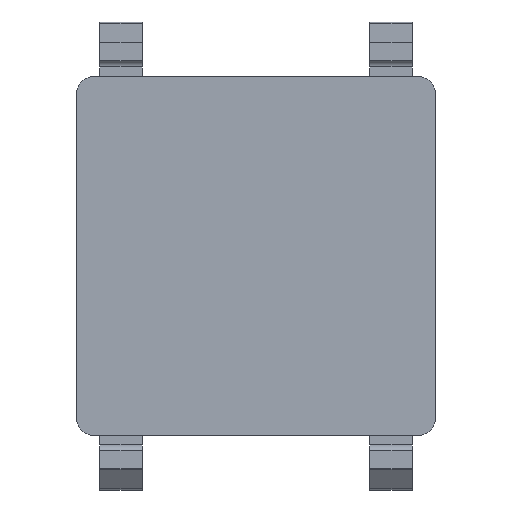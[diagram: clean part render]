
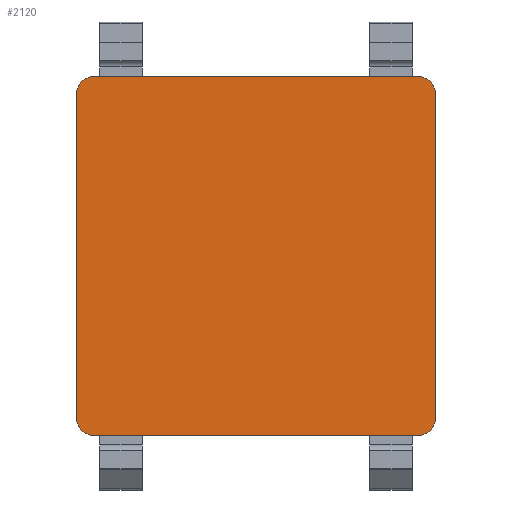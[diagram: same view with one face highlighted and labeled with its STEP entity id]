
A CAD part, front view. The second image highlights one B-rep face of the part: STEP entity #2120.
In plain terms, the highlighted planar face has unit normal (0, -1, 0).
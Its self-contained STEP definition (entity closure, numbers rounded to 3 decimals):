
#45=PLANE('',#2280);
#127=FACE_OUTER_BOUND('',#255,.T.);
#255=EDGE_LOOP('',(#1472,#1473,#1474,#1475,#1476,#1477,#1478,#1479));
#376=LINE('',#3186,#589);
#380=LINE('',#3198,#593);
#384=LINE('',#3210,#597);
#388=LINE('',#3221,#601);
#589=VECTOR('',#2507,1000.);
#593=VECTOR('',#2519,1000.);
#597=VECTOR('',#2531,1000.);
#601=VECTOR('',#2543,1000.);
#800=CIRCLE('',#2264,0.3);
#802=CIRCLE('',#2268,0.3);
#804=CIRCLE('',#2272,0.3);
#806=CIRCLE('',#2276,0.3);
#904=VERTEX_POINT('',#3176);
#905=VERTEX_POINT('',#3177);
#908=VERTEX_POINT('',#3185);
#910=VERTEX_POINT('',#3191);
#912=VERTEX_POINT('',#3197);
#914=VERTEX_POINT('',#3203);
#916=VERTEX_POINT('',#3209);
#918=VERTEX_POINT('',#3215);
#1115=EDGE_CURVE('',#904,#905,#800,.T.);
#1119=EDGE_CURVE('',#905,#908,#376,.T.);
#1122=EDGE_CURVE('',#908,#910,#802,.T.);
#1125=EDGE_CURVE('',#910,#912,#380,.T.);
#1128=EDGE_CURVE('',#912,#914,#804,.T.);
#1131=EDGE_CURVE('',#914,#916,#384,.T.);
#1134=EDGE_CURVE('',#916,#918,#806,.T.);
#1137=EDGE_CURVE('',#918,#904,#388,.T.);
#1472=ORIENTED_EDGE('',*,*,#1115,.F.);
#1473=ORIENTED_EDGE('',*,*,#1137,.F.);
#1474=ORIENTED_EDGE('',*,*,#1134,.F.);
#1475=ORIENTED_EDGE('',*,*,#1131,.F.);
#1476=ORIENTED_EDGE('',*,*,#1128,.F.);
#1477=ORIENTED_EDGE('',*,*,#1125,.F.);
#1478=ORIENTED_EDGE('',*,*,#1122,.F.);
#1479=ORIENTED_EDGE('',*,*,#1119,.F.);
#2120=ADVANCED_FACE('',(#127),#45,.T.);
#2264=AXIS2_PLACEMENT_3D('',#3178,#2499,#2500);
#2268=AXIS2_PLACEMENT_3D('',#3192,#2512,#2513);
#2272=AXIS2_PLACEMENT_3D('',#3204,#2524,#2525);
#2276=AXIS2_PLACEMENT_3D('',#3216,#2536,#2537);
#2280=AXIS2_PLACEMENT_3D('',#3224,#2547,#2548);
#2499=DIRECTION('center_axis',(0.,1.,0.));
#2500=DIRECTION('ref_axis',(0.,0.,-1.));
#2507=DIRECTION('',(1.,0.,0.));
#2512=DIRECTION('center_axis',(0.,1.,0.));
#2513=DIRECTION('ref_axis',(0.,0.,1.));
#2519=DIRECTION('',(0.,0.,-1.));
#2524=DIRECTION('center_axis',(0.,1.,0.));
#2525=DIRECTION('ref_axis',(0.,0.,1.));
#2531=DIRECTION('',(-1.,0.,0.));
#2536=DIRECTION('center_axis',(0.,1.,0.));
#2537=DIRECTION('ref_axis',(0.,0.,1.));
#2543=DIRECTION('',(0.,0.,1.));
#2547=DIRECTION('center_axis',(0.,-1.,0.));
#2548=DIRECTION('ref_axis',(0.,0.,-1.));
#3176=CARTESIAN_POINT('',(-2.995,0.,2.695));
#3177=CARTESIAN_POINT('',(-2.695,0.,2.995));
#3178=CARTESIAN_POINT('Origin',(-2.695,0.,2.695));
#3185=CARTESIAN_POINT('',(2.695,0.,2.995));
#3186=CARTESIAN_POINT('',(2.695,0.,2.995));
#3191=CARTESIAN_POINT('',(2.995,0.,2.695));
#3192=CARTESIAN_POINT('Origin',(2.695,0.,2.695));
#3197=CARTESIAN_POINT('',(2.995,0.,-2.695));
#3198=CARTESIAN_POINT('',(2.995,0.,2.695));
#3203=CARTESIAN_POINT('',(2.695,0.,-2.995));
#3204=CARTESIAN_POINT('Origin',(2.695,0.,-2.695));
#3209=CARTESIAN_POINT('',(-2.695,0.,-2.995));
#3210=CARTESIAN_POINT('',(2.695,0.,-2.995));
#3215=CARTESIAN_POINT('',(-2.995,0.,-2.695));
#3216=CARTESIAN_POINT('Origin',(-2.695,0.,-2.695));
#3221=CARTESIAN_POINT('',(-2.995,0.,2.695));
#3224=CARTESIAN_POINT('Origin',(-2.695,0.,2.695));
